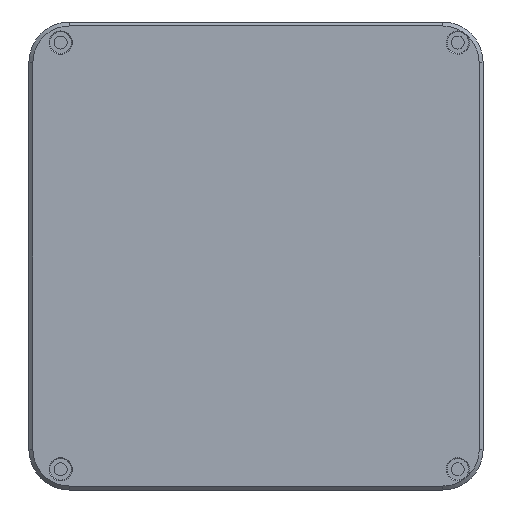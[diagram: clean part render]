
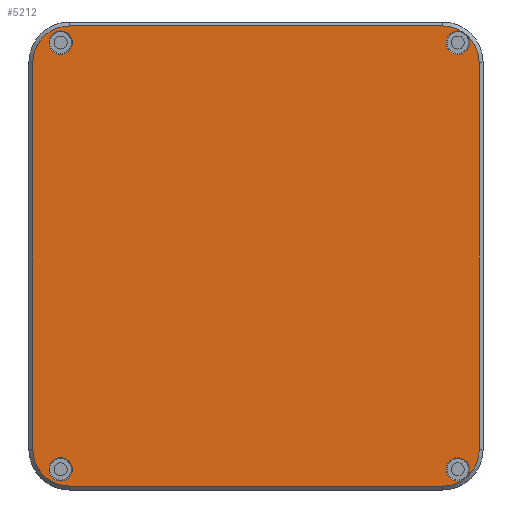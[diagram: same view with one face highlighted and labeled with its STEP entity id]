
A CAD part, left-side view. The second image highlights one B-rep face of the part: STEP entity #5212.
In plain terms, the highlighted planar face has unit normal (-1, 0, 0).
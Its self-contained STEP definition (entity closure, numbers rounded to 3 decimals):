
#499=FACE_BOUND('',#1002,.T.);
#500=FACE_BOUND('',#1003,.T.);
#525=PLANE('',#5583);
#659=FACE_OUTER_BOUND('',#1001,.T.);
#1001=EDGE_LOOP('',(#3605,#3606,#3607,#3608,#3609,#3610,#3611,#3612,#3613,
#3614,#3615,#3616,#3617,#3618));
#1002=EDGE_LOOP('',(#3619));
#1003=EDGE_LOOP('',(#3620));
#1369=LINE('',#6808,#1816);
#1370=LINE('',#6818,#1817);
#1371=LINE('',#6822,#1818);
#1372=LINE('',#6826,#1819);
#1816=VECTOR('',#5851,10.);
#1817=VECTOR('',#5860,10.);
#1818=VECTOR('',#5863,10.);
#1819=VECTOR('',#5866,10.);
#2262=CIRCLE('',#5581,2.95);
#2264=CIRCLE('',#5584,2.95);
#2265=CIRCLE('',#5585,9.3);
#2266=CIRCLE('',#5586,9.3);
#2267=CIRCLE('',#5587,2.95);
#2268=CIRCLE('',#5588,2.95);
#2269=CIRCLE('',#5589,9.3);
#2270=CIRCLE('',#5590,9.3);
#2271=CIRCLE('',#5591,9.3);
#2272=CIRCLE('',#5592,9.3);
#2273=CIRCLE('',#5593,2.95);
#2274=CIRCLE('',#5594,2.95);
#2339=VERTEX_POINT('',#6796);
#2341=VERTEX_POINT('',#6802);
#2342=VERTEX_POINT('',#6803);
#2343=VERTEX_POINT('',#6805);
#2344=VERTEX_POINT('',#6807);
#2345=VERTEX_POINT('',#6809);
#2346=VERTEX_POINT('',#6811);
#2347=VERTEX_POINT('',#6813);
#2348=VERTEX_POINT('',#6815);
#2349=VERTEX_POINT('',#6817);
#2350=VERTEX_POINT('',#6819);
#2351=VERTEX_POINT('',#6821);
#2352=VERTEX_POINT('',#6823);
#2353=VERTEX_POINT('',#6825);
#2354=VERTEX_POINT('',#6827);
#2355=VERTEX_POINT('',#6830);
#2802=EDGE_CURVE('',#2339,#2339,#2262,.T.);
#2805=EDGE_CURVE('',#2341,#2342,#2264,.T.);
#2806=EDGE_CURVE('',#2343,#2341,#2265,.T.);
#2807=EDGE_CURVE('',#2344,#2343,#1369,.T.);
#2808=EDGE_CURVE('',#2345,#2344,#2266,.T.);
#2809=EDGE_CURVE('',#2346,#2345,#2267,.T.);
#2810=EDGE_CURVE('',#2347,#2346,#2268,.T.);
#2811=EDGE_CURVE('',#2348,#2347,#2269,.T.);
#2812=EDGE_CURVE('',#2349,#2348,#1370,.T.);
#2813=EDGE_CURVE('',#2350,#2349,#2270,.T.);
#2814=EDGE_CURVE('',#2351,#2350,#1371,.T.);
#2815=EDGE_CURVE('',#2352,#2351,#2271,.T.);
#2816=EDGE_CURVE('',#2353,#2352,#1372,.T.);
#2817=EDGE_CURVE('',#2354,#2353,#2272,.T.);
#2818=EDGE_CURVE('',#2342,#2354,#2273,.T.);
#2819=EDGE_CURVE('',#2355,#2355,#2274,.T.);
#3605=ORIENTED_EDGE('',*,*,#2805,.F.);
#3606=ORIENTED_EDGE('',*,*,#2806,.F.);
#3607=ORIENTED_EDGE('',*,*,#2807,.F.);
#3608=ORIENTED_EDGE('',*,*,#2808,.F.);
#3609=ORIENTED_EDGE('',*,*,#2809,.F.);
#3610=ORIENTED_EDGE('',*,*,#2810,.F.);
#3611=ORIENTED_EDGE('',*,*,#2811,.F.);
#3612=ORIENTED_EDGE('',*,*,#2812,.F.);
#3613=ORIENTED_EDGE('',*,*,#2813,.F.);
#3614=ORIENTED_EDGE('',*,*,#2814,.F.);
#3615=ORIENTED_EDGE('',*,*,#2815,.F.);
#3616=ORIENTED_EDGE('',*,*,#2816,.F.);
#3617=ORIENTED_EDGE('',*,*,#2817,.F.);
#3618=ORIENTED_EDGE('',*,*,#2818,.F.);
#3619=ORIENTED_EDGE('',*,*,#2819,.F.);
#3620=ORIENTED_EDGE('',*,*,#2802,.F.);
#5212=ADVANCED_FACE('',(#659,#499,#500),#525,.T.);
#5581=AXIS2_PLACEMENT_3D('',#6797,#5840,#5841);
#5583=AXIS2_PLACEMENT_3D('',#6801,#5845,#5846);
#5584=AXIS2_PLACEMENT_3D('',#6804,#5847,#5848);
#5585=AXIS2_PLACEMENT_3D('',#6806,#5849,#5850);
#5586=AXIS2_PLACEMENT_3D('',#6810,#5852,#5853);
#5587=AXIS2_PLACEMENT_3D('',#6812,#5854,#5855);
#5588=AXIS2_PLACEMENT_3D('',#6814,#5856,#5857);
#5589=AXIS2_PLACEMENT_3D('',#6816,#5858,#5859);
#5590=AXIS2_PLACEMENT_3D('',#6820,#5861,#5862);
#5591=AXIS2_PLACEMENT_3D('',#6824,#5864,#5865);
#5592=AXIS2_PLACEMENT_3D('',#6828,#5867,#5868);
#5593=AXIS2_PLACEMENT_3D('',#6829,#5869,#5870);
#5594=AXIS2_PLACEMENT_3D('',#6831,#5871,#5872);
#5840=DIRECTION('center_axis',(-1.,0.,0.));
#5841=DIRECTION('ref_axis',(0.,0.,
-1.));
#5845=DIRECTION('center_axis',(-1.,0.,0.));
#5846=DIRECTION('ref_axis',(0.,-1.,0.));
#5847=DIRECTION('center_axis',(-1.,0.,0.));
#5848=DIRECTION('ref_axis',(0.,0.,
-1.));
#5849=DIRECTION('center_axis',(1.,0.,0.));
#5850=DIRECTION('ref_axis',(0.,0.,-1.));
#5851=DIRECTION('',(0.,0.,-1.));
#5852=DIRECTION('center_axis',(1.,0.,0.));
#5853=DIRECTION('ref_axis',(0.,-1.,0.));
#5854=DIRECTION('center_axis',(-1.,0.,0.));
#5855=DIRECTION('ref_axis',(0.,0.,
-1.));
#5856=DIRECTION('center_axis',(-1.,0.,0.));
#5857=DIRECTION('ref_axis',(0.,0.,
-1.));
#5858=DIRECTION('center_axis',(1.,0.,0.));
#5859=DIRECTION('ref_axis',(0.,-1.,0.));
#5860=DIRECTION('',(0.,-1.,0.));
#5861=DIRECTION('center_axis',(1.,0.,0.));
#5862=DIRECTION('ref_axis',(0.,0.707,0.707));
#5863=DIRECTION('',(0.,0.,1.));
#5864=DIRECTION('center_axis',(1.,0.,0.));
#5865=DIRECTION('ref_axis',(0.,0.707,-0.707));
#5866=DIRECTION('',(0.,1.,0.));
#5867=DIRECTION('center_axis',(1.,0.,0.));
#5868=DIRECTION('ref_axis',(0.,0.,-1.));
#5869=DIRECTION('center_axis',(-1.,0.,0.));
#5870=DIRECTION('ref_axis',(0.,0.,
-1.));
#5871=DIRECTION('center_axis',(-1.,0.,0.));
#5872=DIRECTION('ref_axis',(0.,0.,
-1.));
#6796=CARTESIAN_POINT('',(-29.9,80.933,106.213));
#6797=CARTESIAN_POINT('Origin',(-29.9,80.933,103.263));
#6801=CARTESIAN_POINT('Origin',(-29.9,26.75,49.));
#6802=CARTESIAN_POINT('',(-29.9,-21.887,-7.559));
#6803=CARTESIAN_POINT('',(-29.9,-20.067,-2.287));
#6804=CARTESIAN_POINT('Origin',(-29.9,-20.067,-5.237));
#6805=CARTESIAN_POINT('',(-29.9,-25.5,-0.2));
#6806=CARTESIAN_POINT('Origin',(-29.9,-16.2,-0.2));
#6807=CARTESIAN_POINT('',(-29.9,-25.5,98.2));
#6808=CARTESIAN_POINT('',(-29.9,-25.5,24.4));
#6809=CARTESIAN_POINT('',(-29.9,-22.18,105.323));
#6810=CARTESIAN_POINT('Origin',(-29.9,-16.2,98.2));
#6811=CARTESIAN_POINT('',(-29.9,-20.067,106.213));
#6812=CARTESIAN_POINT('Origin',(-29.9,-20.067,103.263));
#6813=CARTESIAN_POINT('',(-29.9,-21.498,105.843));
#6814=CARTESIAN_POINT('Origin',(-29.9,-20.067,103.263));
#6815=CARTESIAN_POINT('',(-29.9,-16.2,107.5));
#6816=CARTESIAN_POINT('Origin',(-29.9,-16.2,98.2));
#6817=CARTESIAN_POINT('',(-29.9,78.7,107.5));
#6818=CARTESIAN_POINT('',(-29.9,5.275,107.5));
#6819=CARTESIAN_POINT('',(-29.9,88.,98.2));
#6820=CARTESIAN_POINT('Origin',(-29.9,78.7,98.2));
#6821=CARTESIAN_POINT('',(-29.9,88.,-0.2));
#6822=CARTESIAN_POINT('',(-29.9,88.,73.6));
#6823=CARTESIAN_POINT('',(-29.9,78.7,-9.5));
#6824=CARTESIAN_POINT('Origin',(-29.9,78.7,-0.2));
#6825=CARTESIAN_POINT('',(-29.9,-16.2,-9.5));
#6826=CARTESIAN_POINT('',(-29.9,48.225,-9.5));
#6827=CARTESIAN_POINT('',(-29.9,-21.841,-7.594));
#6828=CARTESIAN_POINT('Origin',(-29.9,-16.2,-0.2));
#6829=CARTESIAN_POINT('Origin',(-29.9,-20.067,-5.237));
#6830=CARTESIAN_POINT('',(-29.9,80.933,-2.287));
#6831=CARTESIAN_POINT('Origin',(-29.9,80.933,-5.237));
